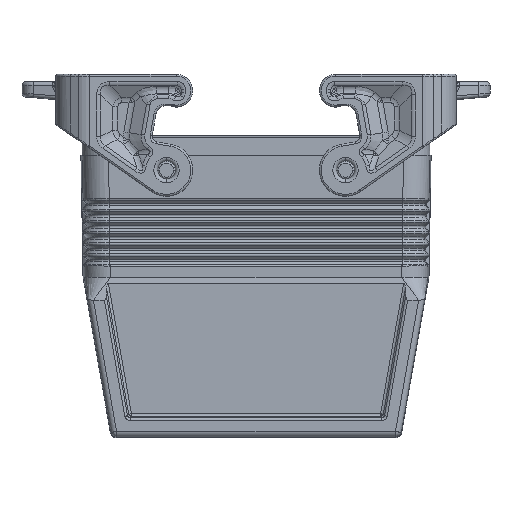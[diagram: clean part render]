
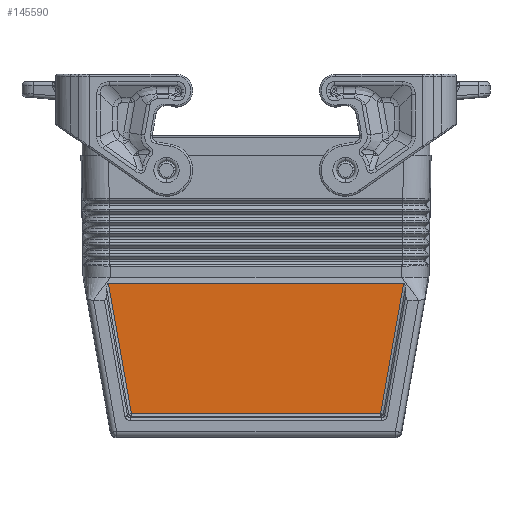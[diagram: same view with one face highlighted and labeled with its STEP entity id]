
A CAD part, front view. The second image highlights one B-rep face of the part: STEP entity #145590.
In plain terms, the highlighted face is planar.
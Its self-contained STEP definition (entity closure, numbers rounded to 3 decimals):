
#68160=CARTESIAN_POINT('',(417.083,-16.265,
69.818));
#68170=VERTEX_POINT('',#68160);
#139050=CARTESIAN_POINT('',(417.083,-22.423,
34.87));
#139060=VERTEX_POINT('',#139050);
#139090=CARTESIAN_POINT('',(417.083,44.373,
34.87));
#139100=DIRECTION('',(0.,1.,0.));
#139110=VECTOR('',#139100,1.);
#139120=LINE('',#139090,#139110);
#139130=CARTESIAN_POINT('',(417.083,56.735,
34.87));
#139140=VERTEX_POINT('',#139130);
#139150=EDGE_CURVE('',#139060,#139140,#139120,.T.);
#145310=CARTESIAN_POINT('',(417.083,-12.317,
48.893));
#145320=DIRECTION('',(1.,0.,0.));
#145330=DIRECTION('',(0.,1.,0.));
#145340=AXIS2_PLACEMENT_3D('',#145310,#145320,#145330);
#145350=PLANE('',#145340);
#145360=CARTESIAN_POINT('',(417.083,-26.411,
12.233));
#145370=DIRECTION('',(0.,0.174,
0.985));
#145380=VECTOR('',#145370,1.);
#145390=LINE('',#145360,#145380);
#145400=EDGE_CURVE('',#139060,#68170,#145390,.T.);
#145410=ORIENTED_EDGE('',*,*,#145400,.F.);
#145420=CARTESIAN_POINT('',(417.083,44.373,
69.818));
#145430=DIRECTION('',(0.,1.,0.));
#145440=VECTOR('',#145430,1.);
#145450=LINE('',#145420,#145440);
#145460=CARTESIAN_POINT('',(417.083,50.578,
69.818));
#145470=VERTEX_POINT('',#145460);
#145480=EDGE_CURVE('',#68170,#145470,#145450,.T.);
#145490=ORIENTED_EDGE('',*,*,#145480,.F.);
#145500=CARTESIAN_POINT('',(417.083,60.723,
12.233));
#145510=DIRECTION('',(0.,-0.174,
0.985));
#145520=VECTOR('',#145510,1.);
#145530=LINE('',#145500,#145520);
#145540=EDGE_CURVE('',#139140,#145470,#145530,.T.);
#145550=ORIENTED_EDGE('',*,*,#145540,.T.);
#145560=ORIENTED_EDGE('',*,*,#139150,.T.);
#145570=EDGE_LOOP('',(#145560,#145550,#145490,#145410));
#145580=FACE_OUTER_BOUND('',#145570,.T.);
#145590=ADVANCED_FACE('',(#145580),#145350,.T.);
